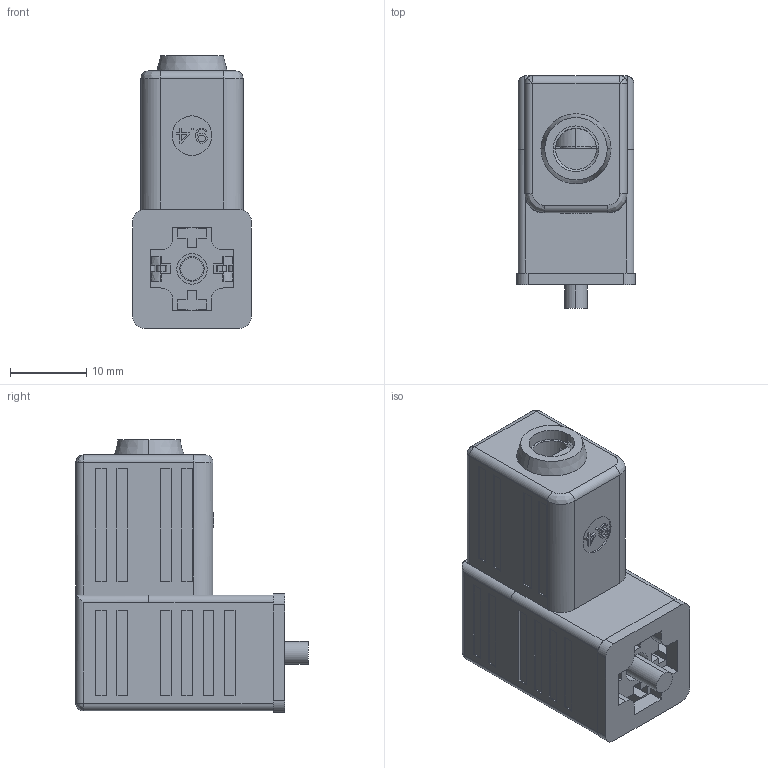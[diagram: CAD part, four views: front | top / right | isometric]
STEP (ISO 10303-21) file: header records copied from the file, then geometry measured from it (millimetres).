
FILE_DESCRIPTION (( 'STEP AP203' ), '1' );
FILE_NAME ('VCI21-024-M.STEP', '2025-04-10T03:01:51', ( '' ), ( '' ), 'SwSTEP 2.0', 'SolidWorks 2018', '' );
FILE_SCHEMA (( 'CONFIG_CONTROL_DESIGN' ));
Length unit declared in the file: millimetre
Products named in the file (1): VCI21-024-M
Bounding box: 15.6 x 30.5 x 35.8 mm (x, y, z)
Volume: 9361 mm3; surface area: 6541.8 mm2
Topology: 2 solids, 9 shells, 642 faces, 1691 edges, 1106 vertices
Faces by surface type: plane 492, cylinder 125, bspline 19, cone 6
Entity records: 20117 total; most frequent: CARTESIAN_POINT 4140, ORIENTED_EDGE 3368, DIRECTION 3137, EDGE_CURVE 1684, LINE 1367, VECTOR 1367, VERTEX_POINT 1106, AXIS2_PLACEMENT_3D 885
